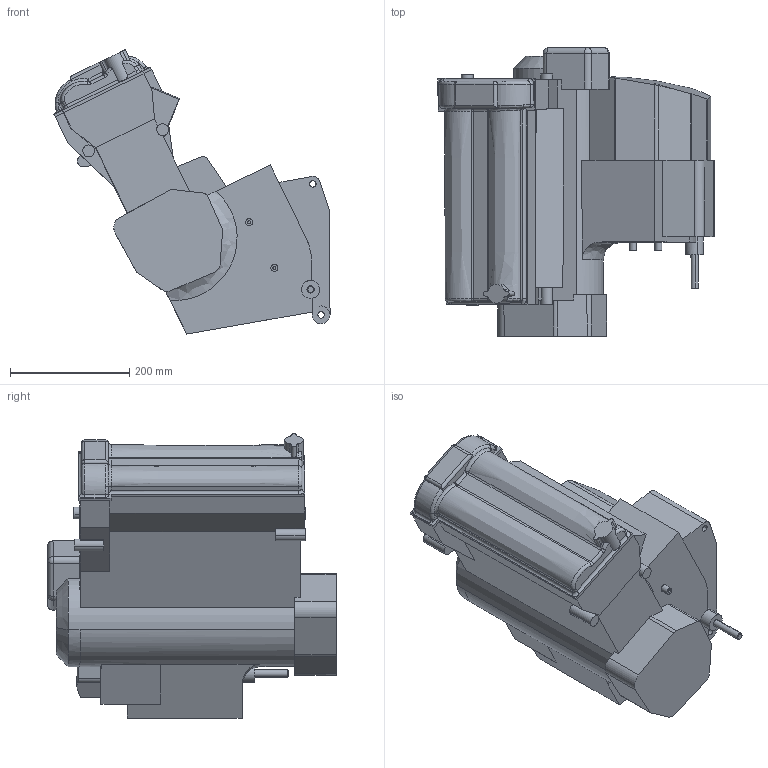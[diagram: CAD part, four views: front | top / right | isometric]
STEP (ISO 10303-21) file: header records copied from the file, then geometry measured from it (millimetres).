
FILE_DESCRIPTION(('CATIA V5 STEP Exchange'),'2;1');
FILE_NAME('2-00-01-01_ENGINE_GSXR600.stp','2002-09-07T15:59:08+00:00',('none'),('none'),'CATIA Version 5 Release 8 (IN-8)','CATIA V5 STEP AP203',' none');
FILE_SCHEMA(('CONFIG_CONTROL_DESIGN'));
Length unit declared in the file: millimetre
Assembly tree (2 placements, depth 0):
Bounding box: 463.84 x 485.28 x 477.72 mm (x, y, z)
Volume: 33381138.4 mm3; surface area: 960831.4 mm2
Topology: 3 solids, 3 shells, 241 faces, 648 edges, 412 vertices
Faces by surface type: plane 110, cylinder 92, bspline 10, torus 10, sphere 9, cone 5, extrusion 5
Entity records: 8764 total; most frequent: CARTESIAN_POINT 3142, ORIENTED_EDGE 1282, DIRECTION 903, EDGE_CURVE 641, VERTEX_POINT 412, VECTOR 357, LINE 354, AXIS2_PLACEMENT_3D 353
